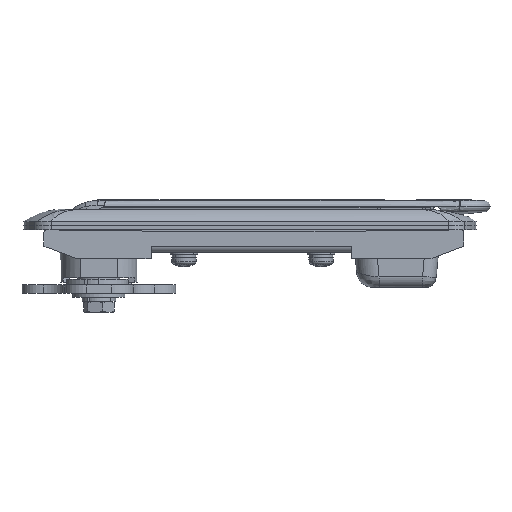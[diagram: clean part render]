
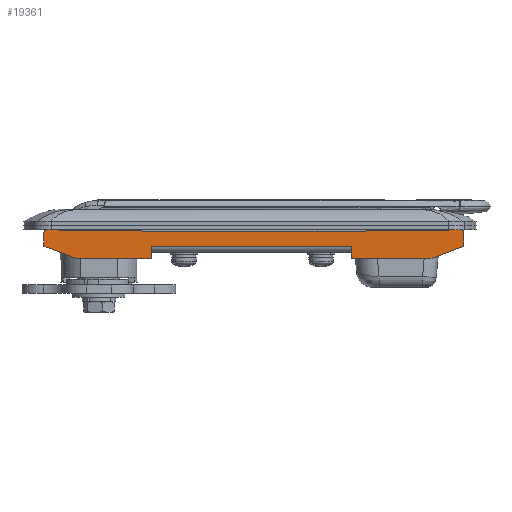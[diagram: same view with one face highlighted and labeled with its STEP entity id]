
A CAD part, left-side view. The second image highlights one B-rep face of the part: STEP entity #19361.
In plain terms, the highlighted planar face has unit normal (-1, 0, 0).
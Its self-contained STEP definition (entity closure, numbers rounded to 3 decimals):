
#150 = ORIENTED_EDGE ( 'NONE', *, *, #11587, .T. ) ;
#175 = EDGE_CURVE ( 'NONE', #14723, #5306, #14261, .T. ) ;
#720 = ORIENTED_EDGE ( 'NONE', *, *, #18367, .F. ) ;
#930 = CARTESIAN_POINT ( 'NONE',  ( -14.75, 20., 8.1 ) ) ;
#1035 = CARTESIAN_POINT ( 'NONE',  ( -14.75, 18.983, 8.083 ) ) ;
#1084 = EDGE_CURVE ( 'NONE', #17274, #19268, #10698, .T. ) ;
#1277 = VECTOR ( 'NONE', #14103, 1000. ) ;
#1623 = DIRECTION ( 'NONE',  ( 0., 0., -1. ) ) ;
#1798 = ORIENTED_EDGE ( 'NONE', *, *, #17827, .F. ) ;
#1799 = CARTESIAN_POINT ( 'NONE',  ( -14.75, -56.5, 4579.85 ) ) ;
#2032 = CIRCLE ( 'NONE', #23381, 1. ) ;
#2171 = CARTESIAN_POINT ( 'NONE',  ( -14.75, 8., -2.4 ) ) ;
#2273 = ORIENTED_EDGE ( 'NONE', *, *, #20724, .F. ) ;
#2353 = VERTEX_POINT ( 'NONE', #17823 ) ;
#2841 = CARTESIAN_POINT ( 'NONE',  ( -14.75, -92., -2.4 ) ) ;
#2938 = VECTOR ( 'NONE', #7877, 1000. ) ;
#3600 = AXIS2_PLACEMENT_3D ( 'NONE', #17909, #14323, #4660 ) ;
#3649 = CARTESIAN_POINT ( 'NONE',  ( -14.75, -131.983, 8.083 ) ) ;
#3872 = EDGE_CURVE ( 'NONE', #5679, #6704, #2032, .T. ) ;
#4303 = VECTOR ( 'NONE', #6363, 1000. ) ;
#4309 = CARTESIAN_POINT ( 'NONE',  ( -14.75, -92., 2. ) ) ;
#4473 = VERTEX_POINT ( 'NONE', #16510 ) ;
#4476 = ORIENTED_EDGE ( 'NONE', *, *, #12310, .F. ) ;
#4515 = ORIENTED_EDGE ( 'NONE', *, *, #175, .F. ) ;
#4660 = DIRECTION ( 'NONE',  ( 0., 0., -1. ) ) ;
#4711 = CIRCLE ( 'NONE', #3600, 4572.39 ) ;
#5200 = CARTESIAN_POINT ( 'NONE',  ( -14.75, -19., -2.4 ) ) ;
#5306 = VERTEX_POINT ( 'NONE', #19224 ) ;
#5679 = VERTEX_POINT ( 'NONE', #1035 ) ;
#5870 = CARTESIAN_POINT ( 'NONE',  ( -14.75, 20., 2.1 ) ) ;
#6245 = CARTESIAN_POINT ( 'NONE',  ( -14.75, -121., -2.4 ) ) ;
#6363 = DIRECTION ( 'NONE',  ( 0., 0.936, 0.351 ) ) ;
#6626 = LINE ( 'NONE', #5200, #21174 ) ;
#6704 = VERTEX_POINT ( 'NONE', #7918 ) ;
#7013 = ORIENTED_EDGE ( 'NONE', *, *, #3872, .T. ) ;
#7090 = ORIENTED_EDGE ( 'NONE', *, *, #23667, .F. ) ;
#7324 = DIRECTION ( 'NONE',  ( 1., 0., 0. ) ) ;
#7877 = DIRECTION ( 'NONE',  ( 0., 1., 0. ) ) ;
#7918 = CARTESIAN_POINT ( 'NONE',  ( -14.75, 20., 7.083 ) ) ;
#8386 = FACE_OUTER_BOUND ( 'NONE', #18545, .T. ) ;
#8981 = LINE ( 'NONE', #2841, #13115 ) ;
#9361 = VERTEX_POINT ( 'NONE', #17942 ) ;
#9565 = CIRCLE ( 'NONE', #10704, 1. ) ;
#10249 = LINE ( 'NONE', #23267, #4303 ) ;
#10698 = LINE ( 'NONE', #4309, #22530 ) ;
#10704 = AXIS2_PLACEMENT_3D ( 'NONE', #22245, #23967, #14777 ) ;
#10761 = DIRECTION ( 'NONE',  ( 0., 0.936, -0.351 ) ) ;
#10849 = CARTESIAN_POINT ( 'NONE',  ( -14.75, 19., 7.083 ) ) ;
#11393 = CARTESIAN_POINT ( 'NONE',  ( -14.75, -19., 2. ) ) ;
#11587 = EDGE_CURVE ( 'NONE', #17518, #15859, #21437, .T. ) ;
#11627 = CARTESIAN_POINT ( 'NONE',  ( -14.75, -92., 8.1 ) ) ;
#11801 = EDGE_CURVE ( 'NONE', #4473, #19268, #8981, .T. ) ;
#12139 = DIRECTION ( 'NONE',  ( 0., 0., 1. ) ) ;
#12310 = EDGE_CURVE ( 'NONE', #9361, #14723, #21123, .T. ) ;
#12739 = DIRECTION ( 'NONE',  ( -1., 0., 0. ) ) ;
#12817 = DIRECTION ( 'NONE',  ( 0., 0., -1. ) ) ;
#13115 = VECTOR ( 'NONE', #12139, 1000. ) ;
#13416 = DIRECTION ( 'NONE',  ( 0., 0., -1. ) ) ;
#13520 = AXIS2_PLACEMENT_3D ( 'NONE', #1799, #7324, #1623 ) ;
#14103 = DIRECTION ( 'NONE',  ( 0., 1., 0. ) ) ;
#14121 = CARTESIAN_POINT ( 'NONE',  ( -14.75, 8., -2.4 ) ) ;
#14261 = LINE ( 'NONE', #18046, #24321 ) ;
#14323 = DIRECTION ( 'NONE',  ( 1., 0., 0. ) ) ;
#14637 = DIRECTION ( 'NONE',  ( 0., 0., -1. ) ) ;
#14723 = VERTEX_POINT ( 'NONE', #21519 ) ;
#14777 = DIRECTION ( 'NONE',  ( 0., 0., -1. ) ) ;
#14815 = DIRECTION ( 'NONE',  ( 0., 0., -1. ) ) ;
#15804 = ORIENTED_EDGE ( 'NONE', *, *, #23855, .T. ) ;
#15835 = DIRECTION ( 'NONE',  ( 0., 0., 1. ) ) ;
#15859 = VERTEX_POINT ( 'NONE', #23216 ) ;
#16510 = CARTESIAN_POINT ( 'NONE',  ( -14.75, -92., -2.4 ) ) ;
#17274 = VERTEX_POINT ( 'NONE', #11393 ) ;
#17349 = ORIENTED_EDGE ( 'NONE', *, *, #1084, .T. ) ;
#17518 = VERTEX_POINT ( 'NONE', #3649 ) ;
#17823 = CARTESIAN_POINT ( 'NONE',  ( -14.75, -19., -2.4 ) ) ;
#17827 = EDGE_CURVE ( 'NONE', #18640, #20997, #10249, .T. ) ;
#17909 = CARTESIAN_POINT ( 'NONE',  ( -14.75, -56.5, 4579.85 ) ) ;
#17942 = CARTESIAN_POINT ( 'NONE',  ( -14.75, -133., 7.083 ) ) ;
#18046 = CARTESIAN_POINT ( 'NONE',  ( -14.75, -133., 2.1 ) ) ;
#18140 = AXIS2_PLACEMENT_3D ( 'NONE', #11627, #18996, #13416 ) ;
#18367 = EDGE_CURVE ( 'NONE', #17274, #2353, #6626, .T. ) ;
#18476 = ORIENTED_EDGE ( 'NONE', *, *, #11801, .F. ) ;
#18545 = EDGE_LOOP ( 'NONE', ( #4476, #24296, #150, #15804, #7013, #2273, #1798, #7090, #720, #17349, #18476, #21760, #4515 ) ) ;
#18640 = VERTEX_POINT ( 'NONE', #14121 ) ;
#18996 = DIRECTION ( 'NONE',  ( 1., 0., 0. ) ) ;
#19060 = EDGE_CURVE ( 'NONE', #5306, #4473, #24373, .T. ) ;
#19224 = CARTESIAN_POINT ( 'NONE',  ( -14.75, -121., -2.4 ) ) ;
#19268 = VERTEX_POINT ( 'NONE', #24349 ) ;
#19361 = ADVANCED_FACE ( 'NONE', ( #8386 ), #22942, .F. ) ;
#19472 = DIRECTION ( 'NONE',  ( 0., -1., 0. ) ) ;
#19951 = VECTOR ( 'NONE', #14815, 1000. ) ;
#20129 = EDGE_CURVE ( 'NONE', #9361, #17518, #9565, .T. ) ;
#20724 = EDGE_CURVE ( 'NONE', #20997, #6704, #23166, .T. ) ;
#20997 = VERTEX_POINT ( 'NONE', #5870 ) ;
#21123 = LINE ( 'NONE', #22685, #19951 ) ;
#21174 = VECTOR ( 'NONE', #12817, 1000. ) ;
#21437 = CIRCLE ( 'NONE', #13520, 4572.39 ) ;
#21519 = CARTESIAN_POINT ( 'NONE',  ( -14.75, -133., 2.1 ) ) ;
#21760 = ORIENTED_EDGE ( 'NONE', *, *, #19060, .F. ) ;
#22198 = LINE ( 'NONE', #2171, #2938 ) ;
#22245 = CARTESIAN_POINT ( 'NONE',  ( -14.75, -132., 7.083 ) ) ;
#22530 = VECTOR ( 'NONE', #19472, 1000. ) ;
#22565 = VECTOR ( 'NONE', #15835, 1000. ) ;
#22685 = CARTESIAN_POINT ( 'NONE',  ( -14.75, -133., 8.1 ) ) ;
#22942 = PLANE ( 'NONE',  #18140 ) ;
#23166 = LINE ( 'NONE', #930, #22565 ) ;
#23216 = CARTESIAN_POINT ( 'NONE',  ( -14.75, -56.5, 7.46 ) ) ;
#23267 = CARTESIAN_POINT ( 'NONE',  ( -14.75, 20., 2.1 ) ) ;
#23381 = AXIS2_PLACEMENT_3D ( 'NONE', #10849, #12739, #14637 ) ;
#23667 = EDGE_CURVE ( 'NONE', #2353, #18640, #22198, .T. ) ;
#23855 = EDGE_CURVE ( 'NONE', #15859, #5679, #4711, .T. ) ;
#23967 = DIRECTION ( 'NONE',  ( -1., 0., 0. ) ) ;
#24296 = ORIENTED_EDGE ( 'NONE', *, *, #20129, .T. ) ;
#24321 = VECTOR ( 'NONE', #10761, 1000. ) ;
#24349 = CARTESIAN_POINT ( 'NONE',  ( -14.75, -92., 2. ) ) ;
#24373 = LINE ( 'NONE', #6245, #1277 ) ;
